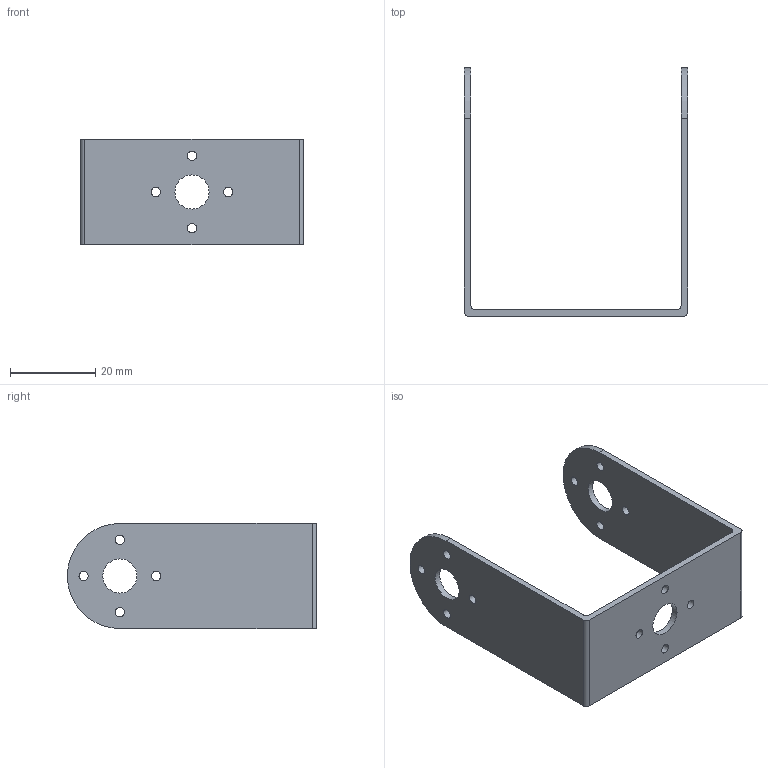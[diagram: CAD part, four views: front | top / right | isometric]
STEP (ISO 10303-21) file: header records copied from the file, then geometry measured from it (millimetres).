
FILE_DESCRIPTION(/* description */ ('STEP AP242'),/* implementation_level */ '2;1');
FILE_NAME(/* name */ 'ASB-10 Custom.step',/* time_stamp */ '2025-08-31T02:09:38+05:30',/* author */ (''),/* organization */ (''),/* preprocessor_version */ 'ST-DEVELOPER v20.1',/* originating_system */ 'Autodesk Translation Framework v14.10.0.0',/* authorisation */ '');
FILE_SCHEMA (('AUTOMOTIVE_DESIGN { 1 0 10303 214 3 1 1 }'));
Length unit declared in the file: metre
Products named in the file (1): 2025-08-26-18-08-45-238
Bounding box: 52.25 x 58.34 x 24.61 mm (x, y, z)
Volume: 5713 mm3; surface area: 8261.6 mm2
Topology: 1 solids, 1 shells, 33 faces, 93 edges, 62 vertices
Faces by surface type: cylinder 23, plane 10
Full cylindrical faces by diameter (mm): 2.18 x12, 8 x3
Entity records: 1193 total; most frequent: DIRECTION 207, CARTESIAN_POINT 189, ORIENTED_EDGE 186, EDGE_CURVE 93, AXIS2_PLACEMENT_3D 80, EDGE_LOOP 63, VERTEX_POINT 62, LINE 47
